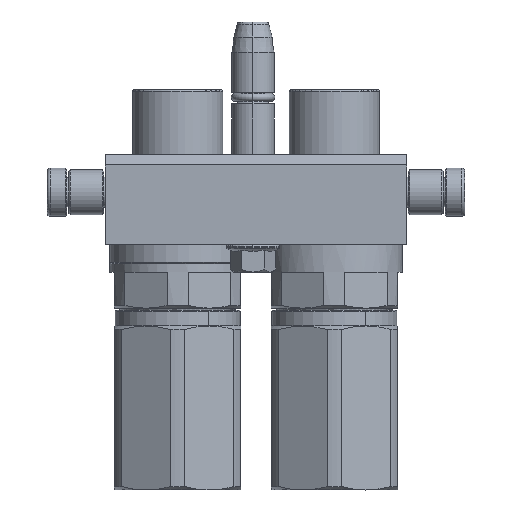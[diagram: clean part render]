
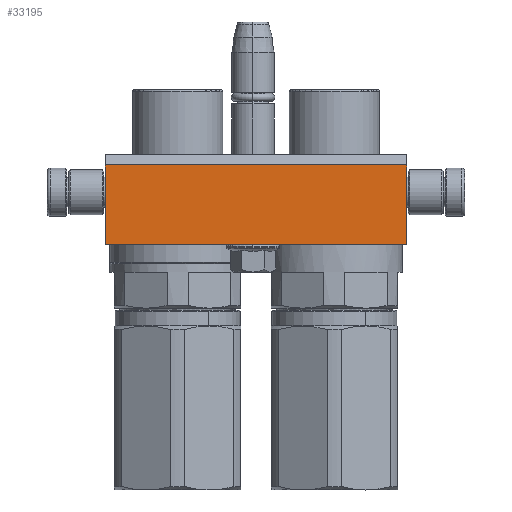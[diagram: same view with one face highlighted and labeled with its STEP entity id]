
A CAD part, left-side view. The second image highlights one B-rep face of the part: STEP entity #33195.
In plain terms, the highlighted face is planar.
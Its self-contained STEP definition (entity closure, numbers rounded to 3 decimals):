
#930 = CARTESIAN_POINT ( 'NONE',  ( -50., -15., 56. ) ) ;
#1415 = LINE ( 'NONE', #33143, #33054 ) ;
#4343 = CARTESIAN_POINT ( 'NONE',  ( -50., -15., 56. ) ) ;
#4373 = EDGE_CURVE ( 'NONE', #34040, #11777, #1415, .T. ) ;
#4845 = VECTOR ( 'NONE', #23116, 1000. ) ;
#5825 = EDGE_LOOP ( 'NONE', ( #22358, #17423, #23184, #31948 ) ) ;
#6879 = CARTESIAN_POINT ( 'NONE',  ( 50., 11.536, 56. ) ) ;
#7331 = VERTEX_POINT ( 'NONE', #11294 ) ;
#7707 = PLANE ( 'NONE',  #34483 ) ;
#8550 = VECTOR ( 'NONE', #33253, 1000. ) ;
#8969 = EDGE_CURVE ( 'NONE', #11777, #39960, #25717, .T. ) ;
#9062 = LINE ( 'NONE', #4343, #8550 ) ;
#10403 = VECTOR ( 'NONE', #23602, 1000. ) ;
#11294 = CARTESIAN_POINT ( 'NONE',  ( -50., 11.536, 56. ) ) ;
#11777 = VERTEX_POINT ( 'NONE', #22856 ) ;
#14202 = DIRECTION ( 'NONE',  ( 0., 0., 1. ) ) ;
#17423 = ORIENTED_EDGE ( 'NONE', *, *, #4373, .T. ) ;
#18114 = EDGE_CURVE ( 'NONE', #7331, #39960, #40928, .T. ) ;
#20166 = CARTESIAN_POINT ( 'NONE',  ( -50., -15., 56. ) ) ;
#22358 = ORIENTED_EDGE ( 'NONE', *, *, #26048, .F. ) ;
#22856 = CARTESIAN_POINT ( 'NONE',  ( 50., -15., 56. ) ) ;
#22972 = CARTESIAN_POINT ( 'NONE',  ( -50., 11.536, 56. ) ) ;
#23116 = DIRECTION ( 'NONE',  ( 1., 0., 0. ) ) ;
#23184 = ORIENTED_EDGE ( 'NONE', *, *, #8969, .T. ) ;
#23602 = DIRECTION ( 'NONE',  ( 0., 1., 0. ) ) ;
#25717 = LINE ( 'NONE', #36468, #10403 ) ;
#26048 = EDGE_CURVE ( 'NONE', #34040, #7331, #9062, .T. ) ;
#28986 = FACE_OUTER_BOUND ( 'NONE', #5825, .T. ) ;
#29980 = DIRECTION ( 'NONE',  ( 1., 0., 0. ) ) ;
#30390 = DIRECTION ( 'NONE',  ( 1., 0., 0. ) ) ;
#31948 = ORIENTED_EDGE ( 'NONE', *, *, #18114, .F. ) ;
#33054 = VECTOR ( 'NONE', #30390, 1000. ) ;
#33143 = CARTESIAN_POINT ( 'NONE',  ( -50., -15., 56. ) ) ;
#33195 = ADVANCED_FACE ( 'NONE', ( #28986 ), #7707, .T. ) ;
#33253 = DIRECTION ( 'NONE',  ( 0., 1., 0. ) ) ;
#34040 = VERTEX_POINT ( 'NONE', #930 ) ;
#34483 = AXIS2_PLACEMENT_3D ( 'NONE', #20166, #14202, #29980 ) ;
#36468 = CARTESIAN_POINT ( 'NONE',  ( 50., -15., 56. ) ) ;
#39960 = VERTEX_POINT ( 'NONE', #6879 ) ;
#40928 = LINE ( 'NONE', #22972, #4845 ) ;
